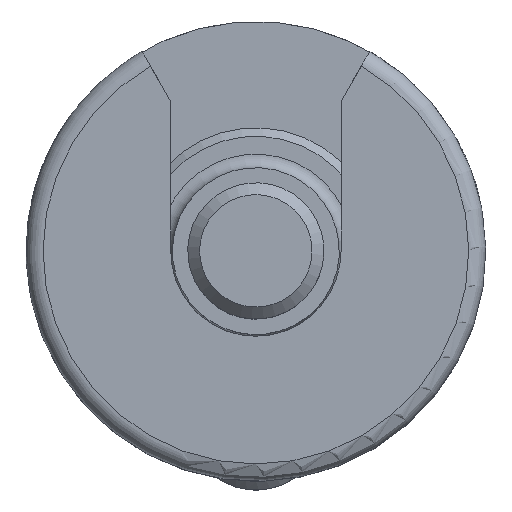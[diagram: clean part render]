
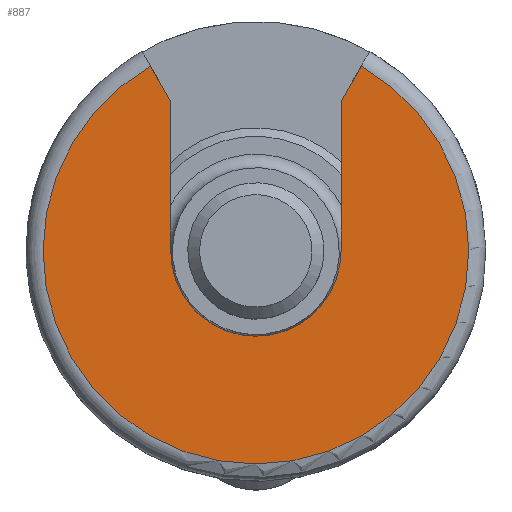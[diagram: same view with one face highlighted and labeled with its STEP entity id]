
A CAD part, top view. The second image highlights one B-rep face of the part: STEP entity #887.
In plain terms, the highlighted planar face has unit normal (0, 0, 1).
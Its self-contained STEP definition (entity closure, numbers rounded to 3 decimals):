
#359=CARTESIAN_POINT('',(-6.189,10.86,8.0));
#360=VERTEX_POINT('',#359);
#375=CARTESIAN_POINT('',(6.189,10.86,8.0));
#376=VERTEX_POINT('',#375);
#390=CARTESIAN_POINT('',(0.0,0.0,8.0));
#391=DIRECTION('',(0.0,0.0,-1.0));
#392=DIRECTION('',(0.0,-1.0,0.0));
#393=AXIS2_PLACEMENT_3D('',#390,#391,#392);
#394=CIRCLE('',#393,12.5);
#395=EDGE_CURVE('',#376,#360,#394,.T.);
#415=CARTESIAN_POINT('',(5.0,8.8,8.0));
#416=VERTEX_POINT('',#415);
#423=CARTESIAN_POINT('',(6.189,10.86,8.0));
#424=DIRECTION('',(-0.5,-0.866,0.0));
#425=VECTOR('',#424,2.379);
#426=LINE('',#423,#425);
#427=EDGE_CURVE('',#376,#416,#426,.T.);
#789=CARTESIAN_POINT('',(5.0,0.0,8.0));
#790=VERTEX_POINT('',#789);
#797=CARTESIAN_POINT('',(5.0,8.8,8.0));
#798=DIRECTION('',(0.0,-1.0,0.0));
#799=VECTOR('',#798,8.8);
#800=LINE('',#797,#799);
#801=EDGE_CURVE('',#416,#790,#800,.T.);
#813=CARTESIAN_POINT('',(-5.0,8.8,8.0));
#814=VERTEX_POINT('',#813);
#815=CARTESIAN_POINT('',(-5.0,8.8,8.0));
#816=DIRECTION('',(-0.5,0.866,0.0));
#817=VECTOR('',#816,2.379);
#818=LINE('',#815,#817);
#819=EDGE_CURVE('',#814,#360,#818,.T.);
#839=CARTESIAN_POINT('',(-5.0,0.0,8.0));
#840=VERTEX_POINT('',#839);
#841=CARTESIAN_POINT('',(-5.0,0.0,8.0));
#842=DIRECTION('',(0.0,1.0,0.0));
#843=VECTOR('',#842,8.8);
#844=LINE('',#841,#843);
#845=EDGE_CURVE('',#840,#814,#844,.T.);
#863=CARTESIAN_POINT('',(0.0,0.0,8.0));
#864=DIRECTION('',(0.0,0.0,-1.0));
#865=DIRECTION('',(-1.0,0.0,0.0));
#866=AXIS2_PLACEMENT_3D('',#863,#864,#865);
#867=CIRCLE('',#866,5.0);
#868=EDGE_CURVE('',#790,#840,#867,.T.);
#874=CARTESIAN_POINT('',(0.0,0.0,8.0));
#875=DIRECTION('',(0.0,0.0,-1.0));
#876=DIRECTION('',(-1.0,0.0,0.0));
#877=AXIS2_PLACEMENT_3D('',#874,#875,#876);
#878=PLANE('',#877);
#879=ORIENTED_EDGE('',*,*,#395,.F.);
#880=ORIENTED_EDGE('',*,*,#427,.T.);
#881=ORIENTED_EDGE('',*,*,#801,.T.);
#882=ORIENTED_EDGE('',*,*,#868,.T.);
#883=ORIENTED_EDGE('',*,*,#845,.T.);
#884=ORIENTED_EDGE('',*,*,#819,.T.);
#885=EDGE_LOOP('',(#879,#880,#881,#882,#883,#884));
#886=FACE_OUTER_BOUND('',#885,.T.);
#887=ADVANCED_FACE('',(#886),#878,.F.);
